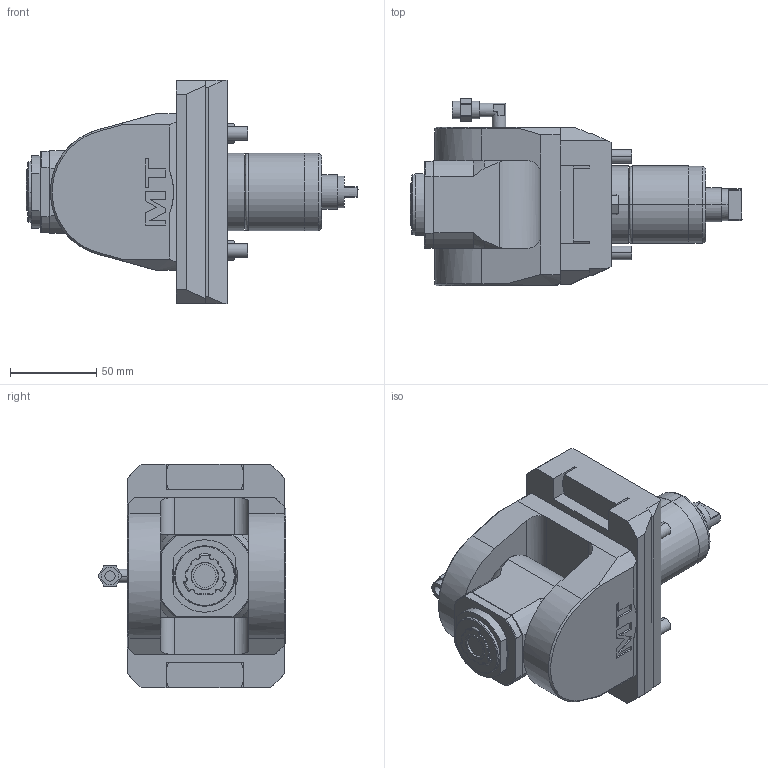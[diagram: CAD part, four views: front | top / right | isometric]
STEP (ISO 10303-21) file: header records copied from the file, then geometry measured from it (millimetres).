
FILE_DESCRIPTION((''),'2;1');
FILE_NAME('MYA0080120_CONF','2024-12-20T15:01:24',('fpalella'),('M.T. srl'),'CREO PARAMETRIC BY PTC INC, 2023352','CREO PARAMETRIC BY PTC INC, 2023352','');
FILE_SCHEMA(('CONFIG_CONTROL_DESIGN'));
Length unit declared in the file: millimetre
Products named in the file (1): MYA0080120_CONF
Bounding box: 192.66 x 108.87 x 129.5 mm (x, y, z)
Volume: 830264.2 mm3; surface area: 84251 mm2
Topology: 1 solids, 1 shells, 397 faces, 1024 edges, 662 vertices
Faces by surface type: plane 207, cylinder 104, cone 63, torus 13, bspline 6, extrusion 4
Entity records: 13134 total; most frequent: CARTESIAN_POINT 3468, ORIENTED_EDGE 2048, DIRECTION 1934, EDGE_CURVE 1024, AXIS2_PLACEMENT_3D 668, VERTEX_POINT 662, VECTOR 598, LINE 594
